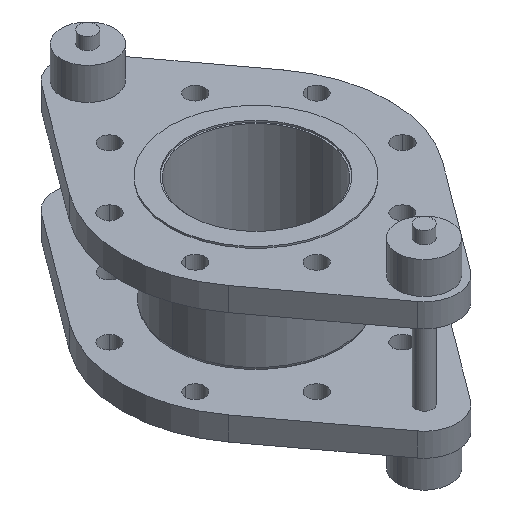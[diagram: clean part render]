
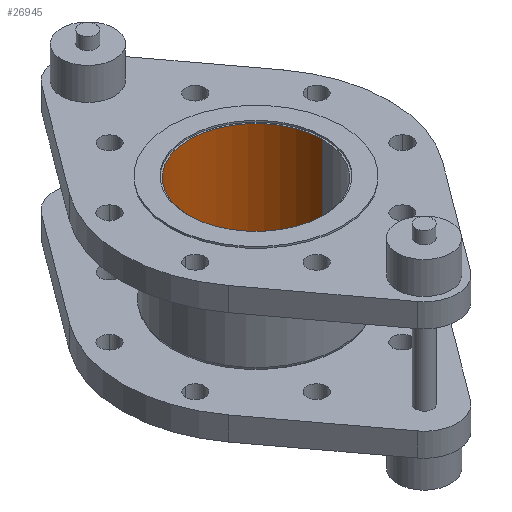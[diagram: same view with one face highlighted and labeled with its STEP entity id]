
A CAD part, isometric view. The second image highlights one B-rep face of the part: STEP entity #26945.
In plain terms, the highlighted cylindrical face has radius 62.2 mm (diameter 124.4 mm), a partial arc.
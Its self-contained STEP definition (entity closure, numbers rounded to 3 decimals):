
#457 = DIRECTION ( 'NONE',  ( 1., 0., 0. ) ) ;
#3196 = DIRECTION ( 'NONE',  ( 0., 0., 1. ) ) ;
#4717 = VECTOR ( 'NONE', #3196, 1000. ) ;
#5629 = DIRECTION ( 'NONE',  ( 1., 0., 0. ) ) ;
#5809 = LINE ( 'NONE', #27796, #16174 ) ;
#6113 = EDGE_CURVE ( 'NONE', #11304, #9531, #5809, .T. ) ;
#6720 = DIRECTION ( 'NONE',  ( 1., 0., 0. ) ) ;
#8108 = EDGE_LOOP ( 'NONE', ( #13428, #10533, #24474, #28016 ) ) ;
#8213 = EDGE_CURVE ( 'NONE', #11304, #13216, #27855, .T. ) ;
#9531 = VERTEX_POINT ( 'NONE', #11462 ) ;
#10150 = EDGE_CURVE ( 'NONE', #9531, #28998, #24851, .T. ) ;
#10533 = ORIENTED_EDGE ( 'NONE', *, *, #8213, .F. ) ;
#10936 = LINE ( 'NONE', #20598, #4717 ) ;
#11227 = AXIS2_PLACEMENT_3D ( 'NONE', #12458, #22123, #457 ) ;
#11304 = VERTEX_POINT ( 'NONE', #18600 ) ;
#11462 = CARTESIAN_POINT ( 'NONE',  ( 62.2, 0., 0. ) ) ;
#11966 = CARTESIAN_POINT ( 'NONE',  ( -62.2, 0., 0. ) ) ;
#12458 = CARTESIAN_POINT ( 'NONE',  ( 0., 0., 0. ) ) ;
#12614 = DIRECTION ( 'NONE',  ( 0., 0., 1. ) ) ;
#13216 = VERTEX_POINT ( 'NONE', #17352 ) ;
#13428 = ORIENTED_EDGE ( 'NONE', *, *, #15758, .F. ) ;
#15758 = EDGE_CURVE ( 'NONE', #13216, #28998, #10936, .T. ) ;
#16174 = VECTOR ( 'NONE', #12614, 1000. ) ;
#17352 = CARTESIAN_POINT ( 'NONE',  ( -62.2, 0., -127. ) ) ;
#18276 = AXIS2_PLACEMENT_3D ( 'NONE', #22112, #27308, #5629 ) ;
#18600 = CARTESIAN_POINT ( 'NONE',  ( 62.2, 0., -127. ) ) ;
#19380 = AXIS2_PLACEMENT_3D ( 'NONE', #28396, #31082, #6720 ) ;
#20598 = CARTESIAN_POINT ( 'NONE',  ( -62.2, 0., 10.973 ) ) ;
#20821 = FACE_OUTER_BOUND ( 'NONE', #8108, .T. ) ;
#22112 = CARTESIAN_POINT ( 'NONE',  ( 0., 0., -127. ) ) ;
#22123 = DIRECTION ( 'NONE',  ( 0., 0., 1. ) ) ;
#23516 = CYLINDRICAL_SURFACE ( 'NONE', #19380, 62.2 ) ;
#24474 = ORIENTED_EDGE ( 'NONE', *, *, #6113, .T. ) ;
#24851 = CIRCLE ( 'NONE', #11227, 62.2 ) ;
#26945 = ADVANCED_FACE ( 'NONE', ( #20821 ), #23516, .F. ) ;
#27308 = DIRECTION ( 'NONE',  ( 0., 0., 1. ) ) ;
#27796 = CARTESIAN_POINT ( 'NONE',  ( 62.2, 0., 10.973 ) ) ;
#27855 = CIRCLE ( 'NONE', #18276, 62.2 ) ;
#28016 = ORIENTED_EDGE ( 'NONE', *, *, #10150, .T. ) ;
#28396 = CARTESIAN_POINT ( 'NONE',  ( 0., 0., 10.973 ) ) ;
#28998 = VERTEX_POINT ( 'NONE', #11966 ) ;
#31082 = DIRECTION ( 'NONE',  ( 0., 0., 1. ) ) ;
